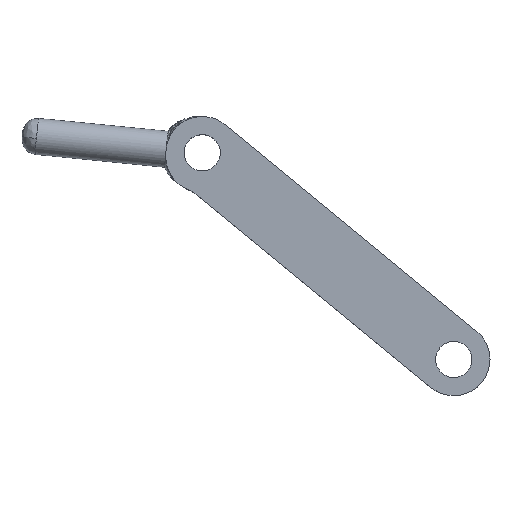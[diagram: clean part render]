
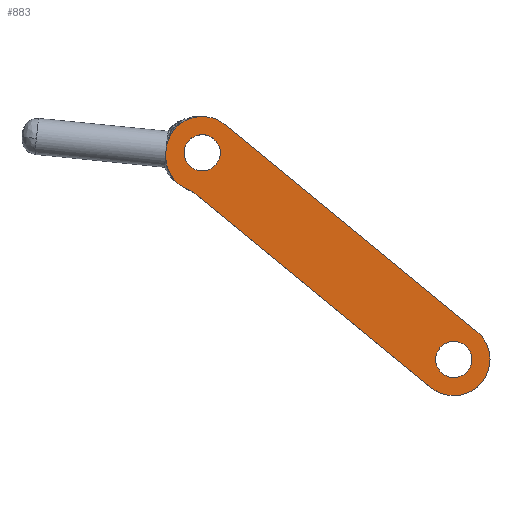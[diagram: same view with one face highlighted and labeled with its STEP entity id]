
A CAD part, top view. The second image highlights one B-rep face of the part: STEP entity #883.
In plain terms, the highlighted planar face has unit normal (0, 0, 1).
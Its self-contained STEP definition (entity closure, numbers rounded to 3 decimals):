
#6 = DIRECTION ( 'NONE',  ( 1., 0., 0. ) ) ;
#11 = CIRCLE ( 'NONE', #505, 2.5 ) ;
#39 = VECTOR ( 'NONE', #1172, 1000. ) ;
#40 = CARTESIAN_POINT ( 'NONE',  ( -68.191, -32.266, 5. ) ) ;
#41 = VECTOR ( 'NONE', #75, 1000. ) ;
#60 = VERTEX_POINT ( 'NONE', #73 ) ;
#63 = CARTESIAN_POINT ( 'NONE',  ( -101.816, -4.894, 5. ) ) ;
#64 = CARTESIAN_POINT ( 'NONE',  ( 0., 0., 5. ) ) ;
#71 = EDGE_CURVE ( 'NONE', #784, #191, #11, .T. ) ;
#73 = CARTESIAN_POINT ( 'NONE',  ( -104.762, 0.673, 5. ) ) ;
#75 = DIRECTION ( 'NONE',  ( -0.099, -0.995, 0. ) ) ;
#88 = DIRECTION ( 'NONE',  ( 0., 0., 1. ) ) ;
#93 = DIRECTION ( 'NONE',  ( 1., 0., 0. ) ) ;
#96 = AXIS2_PLACEMENT_3D ( 'NONE', #64, #559, #449 ) ;
#111 = DIRECTION ( 'NONE',  ( 0., 0., -1. ) ) ;
#115 = VERTEX_POINT ( 'NONE', #1013 ) ;
#123 = CIRCLE ( 'NONE', #1123, 4.99 ) ;
#136 = DIRECTION ( 'NONE',  ( -0.773, 0.635, 0. ) ) ;
#142 = DIRECTION ( 'NONE',  ( 1., 0., 0. ) ) ;
#143 = DIRECTION ( 'NONE',  ( 0., 0., 1. ) ) ;
#145 = CARTESIAN_POINT ( 'NONE',  ( -62.515, -28.4, 5. ) ) ;
#191 = VERTEX_POINT ( 'NONE', #753 ) ;
#200 = CIRCLE ( 'NONE', #998, 5. ) ;
#210 = VERTEX_POINT ( 'NONE', #40 ) ;
#219 = EDGE_CURVE ( 'NONE', #210, #657, #1100, .T. ) ;
#231 = CARTESIAN_POINT ( 'NONE',  ( -43.308, -52.71, 5. ) ) ;
#236 = VERTEX_POINT ( 'NONE', #1155 ) ;
#239 = CARTESIAN_POINT ( 'NONE',  ( -103.79, -9.488, 5. ) ) ;
#241 = EDGE_CURVE ( 'NONE', #702, #1400, #793, .T. ) ;
#267 = DIRECTION ( 'NONE',  ( 0., 0., 1. ) ) ;
#291 = EDGE_CURVE ( 'NONE', #191, #784, #1379, .T. ) ;
#318 = LINE ( 'NONE', #524, #41 ) ;
#319 = FACE_OUTER_BOUND ( 'NONE', #345, .T. ) ;
#325 = DIRECTION ( 'NONE',  ( 1., 0., 0. ) ) ;
#330 = CIRCLE ( 'NONE', #506, 2.5 ) ;
#342 = VERTEX_POINT ( 'NONE', #145 ) ;
#345 = EDGE_LOOP ( 'NONE', ( #767, #1367, #1078, #971, #833, #921, #478, #725, #1277, #586 ) ) ;
#350 = VERTEX_POINT ( 'NONE', #1131 ) ;
#353 = CARTESIAN_POINT ( 'NONE',  ( -0.46, -4.644, 5. ) ) ;
#391 = DIRECTION ( 'NONE',  ( 1., 0., 0. ) ) ;
#426 = EDGE_LOOP ( 'NONE', ( #1188, #513 ) ) ;
#433 = CARTESIAN_POINT ( 'NONE',  ( -65.015, -28.4, 5. ) ) ;
#444 = CARTESIAN_POINT ( 'NONE',  ( -61.839, -24.535, 5. ) ) ;
#449 = DIRECTION ( 'NONE',  ( 1., 0., 0. ) ) ;
#453 = LINE ( 'NONE', #1433, #39 ) ;
#458 = AXIS2_PLACEMENT_3D ( 'NONE', #1369, #267, #142 ) ;
#462 = CIRCLE ( 'NONE', #1355, 2.5 ) ;
#474 = DIRECTION ( 'NONE',  ( -0.995, 0.099, 0. ) ) ;
#478 = ORIENTED_EDGE ( 'NONE', *, *, #241, .T. ) ;
#505 = AXIS2_PLACEMENT_3D ( 'NONE', #1058, #88, #1543 ) ;
#506 = AXIS2_PLACEMENT_3D ( 'NONE', #771, #558, #391 ) ;
#513 = ORIENTED_EDGE ( 'NONE', *, *, #291, .F. ) ;
#521 = EDGE_CURVE ( 'NONE', #115, #915, #453, .T. ) ;
#524 = CARTESIAN_POINT ( 'NONE',  ( -103.81, 10.283, 5. ) ) ;
#538 = DIRECTION ( 'NONE',  ( 1., 0., 0. ) ) ;
#558 = DIRECTION ( 'NONE',  ( 0., 0., 1. ) ) ;
#559 = DIRECTION ( 'NONE',  ( 0., 0., 1. ) ) ;
#586 = ORIENTED_EDGE ( 'NONE', *, *, #1142, .T. ) ;
#640 = LINE ( 'NONE', #648, #824 ) ;
#641 = EDGE_CURVE ( 'NONE', #1279, #60, #1380, .T. ) ;
#642 = CARTESIAN_POINT ( 'NONE',  ( -99.785, 0.167, 5. ) ) ;
#648 = CARTESIAN_POINT ( 'NONE',  ( -36.956, -44.979, 5. ) ) ;
#657 = VERTEX_POINT ( 'NONE', #444 ) ;
#678 = ORIENTED_EDGE ( 'NONE', *, *, #940, .F. ) ;
#682 = PLANE ( 'NONE',  #96 ) ;
#702 = VERTEX_POINT ( 'NONE', #1571 ) ;
#716 = EDGE_CURVE ( 'NONE', #1400, #1279, #1197, .T. ) ;
#721 = VECTOR ( 'NONE', #474, 1000. ) ;
#725 = ORIENTED_EDGE ( 'NONE', *, *, #716, .T. ) ;
#753 = CARTESIAN_POINT ( 'NONE',  ( -97.285, 0.167, 5. ) ) ;
#767 = ORIENTED_EDGE ( 'NONE', *, *, #521, .T. ) ;
#768 = EDGE_CURVE ( 'NONE', #210, #236, #1469, .T. ) ;
#771 = CARTESIAN_POINT ( 'NONE',  ( -65.015, -28.4, 5. ) ) ;
#783 = EDGE_CURVE ( 'NONE', #1210, #236, #200, .T. ) ;
#784 = VERTEX_POINT ( 'NONE', #1463 ) ;
#793 = CIRCLE ( 'NONE', #1049, 5.003 ) ;
#824 = VECTOR ( 'NONE', #136, 1000. ) ;
#833 = ORIENTED_EDGE ( 'NONE', *, *, #219, .T. ) ;
#883 = ADVANCED_FACE ( 'NONE', ( #936, #1423, #319 ), #682, .T. ) ;
#913 = DIRECTION ( 'NONE',  ( 0., 0., 1. ) ) ;
#915 = VERTEX_POINT ( 'NONE', #943 ) ;
#921 = ORIENTED_EDGE ( 'NONE', *, *, #1046, .T. ) ;
#936 = FACE_BOUND ( 'NONE', #426, .T. ) ;
#940 = EDGE_CURVE ( 'NONE', #342, #350, #462, .T. ) ;
#943 = CARTESIAN_POINT ( 'NONE',  ( -104.811, 0.182, 5. ) ) ;
#951 = VECTOR ( 'NONE', #975, 1000. ) ;
#967 = CARTESIAN_POINT ( 'NONE',  ( -99.796, 0.181, 5. ) ) ;
#971 = ORIENTED_EDGE ( 'NONE', *, *, #768, .F. ) ;
#975 = DIRECTION ( 'NONE',  ( -0.773, 0.635, 0. ) ) ;
#981 = EDGE_CURVE ( 'NONE', #350, #342, #330, .T. ) ;
#998 = AXIS2_PLACEMENT_3D ( 'NONE', #239, #111, #6 ) ;
#1012 = DIRECTION ( 'NONE',  ( 1., 0., 0. ) ) ;
#1013 = CARTESIAN_POINT ( 'NONE',  ( -104.763, 0.66, 5. ) ) ;
#1046 = EDGE_CURVE ( 'NONE', #657, #702, #640, .T. ) ;
#1049 = AXIS2_PLACEMENT_3D ( 'NONE', #1499, #1397, #538 ) ;
#1058 = CARTESIAN_POINT ( 'NONE',  ( -99.785, 0.167, 5. ) ) ;
#1078 = ORIENTED_EDGE ( 'NONE', *, *, #783, .T. ) ;
#1100 = CIRCLE ( 'NONE', #458, 5.003 ) ;
#1118 = EDGE_CURVE ( 'NONE', #915, #1210, #123, .T. ) ;
#1122 = AXIS2_PLACEMENT_3D ( 'NONE', #642, #913, #1012 ) ;
#1123 = AXIS2_PLACEMENT_3D ( 'NONE', #1505, #143, #1497 ) ;
#1131 = CARTESIAN_POINT ( 'NONE',  ( -67.515, -28.4, 5. ) ) ;
#1142 = EDGE_CURVE ( 'NONE', #60, #115, #318, .T. ) ;
#1155 = CARTESIAN_POINT ( 'NONE',  ( -100.616, -5.625, 5. ) ) ;
#1170 = DIRECTION ( 'NONE',  ( 0., 0., 1. ) ) ;
#1172 = DIRECTION ( 'NONE',  ( -0.099, -0.995, 0. ) ) ;
#1188 = ORIENTED_EDGE ( 'NONE', *, *, #71, .F. ) ;
#1197 = LINE ( 'NONE', #353, #721 ) ;
#1210 = VERTEX_POINT ( 'NONE', #63 ) ;
#1276 = AXIS2_PLACEMENT_3D ( 'NONE', #967, #1170, #93 ) ;
#1277 = ORIENTED_EDGE ( 'NONE', *, *, #641, .T. ) ;
#1279 = VERTEX_POINT ( 'NONE', #1320 ) ;
#1288 = EDGE_LOOP ( 'NONE', ( #1443, #678 ) ) ;
#1320 = CARTESIAN_POINT ( 'NONE',  ( -99.305, 5.147, 5. ) ) ;
#1355 = AXIS2_PLACEMENT_3D ( 'NONE', #433, #1547, #325 ) ;
#1367 = ORIENTED_EDGE ( 'NONE', *, *, #1118, .T. ) ;
#1369 = CARTESIAN_POINT ( 'NONE',  ( -65.015, -28.4, 5. ) ) ;
#1379 = CIRCLE ( 'NONE', #1122, 2.5 ) ;
#1380 = CIRCLE ( 'NONE', #1276, 4.99 ) ;
#1397 = DIRECTION ( 'NONE',  ( 0., 0., 1. ) ) ;
#1400 = VERTEX_POINT ( 'NONE', #1569 ) ;
#1423 = FACE_BOUND ( 'NONE', #1288, .T. ) ;
#1433 = CARTESIAN_POINT ( 'NONE',  ( -103.81, 10.283, 5. ) ) ;
#1443 = ORIENTED_EDGE ( 'NONE', *, *, #981, .F. ) ;
#1463 = CARTESIAN_POINT ( 'NONE',  ( -102.285, 0.167, 5. ) ) ;
#1469 = LINE ( 'NONE', #231, #951 ) ;
#1497 = DIRECTION ( 'NONE',  ( 1., 0., 0. ) ) ;
#1499 = CARTESIAN_POINT ( 'NONE',  ( -99.785, 0.167, 5. ) ) ;
#1505 = CARTESIAN_POINT ( 'NONE',  ( -99.845, -0.31, 5. ) ) ;
#1543 = DIRECTION ( 'NONE',  ( 1., 0., 0. ) ) ;
#1547 = DIRECTION ( 'NONE',  ( 0., 0., 1. ) ) ;
#1569 = CARTESIAN_POINT ( 'NONE',  ( -99.292, 5.146, 5. ) ) ;
#1571 = CARTESIAN_POINT ( 'NONE',  ( -96.609, 4.033, 5. ) ) ;
